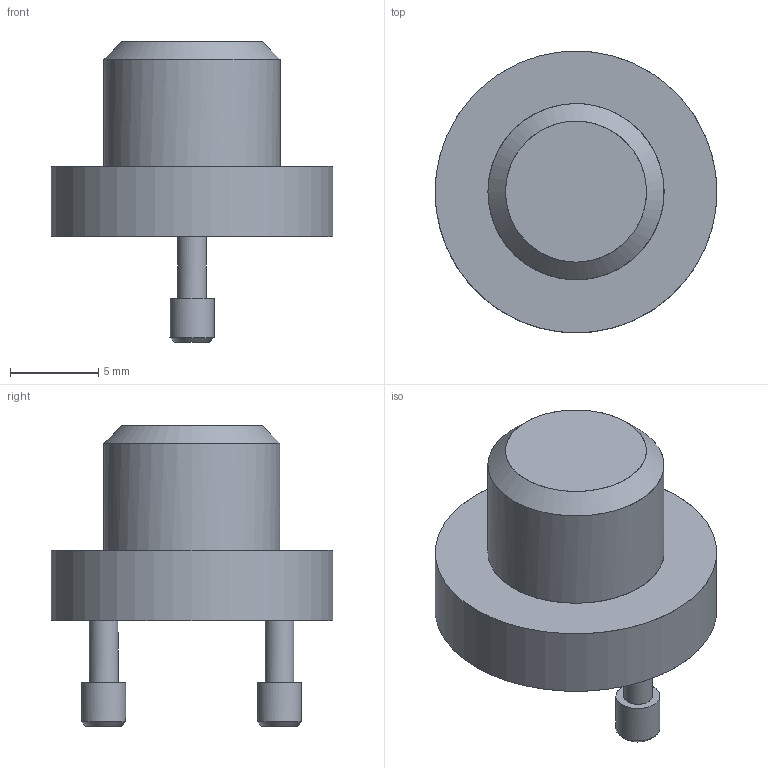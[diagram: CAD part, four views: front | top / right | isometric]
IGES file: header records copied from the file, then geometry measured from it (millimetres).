
Global section: file name: 50Hacce pierre devis 2.igs; preprocessor: Trout Lake IGES 012 Jan 17 2017; date: 200615.095641; units: millimetre
Bounding box: 16 x 16 x 17.07 mm (x, y, z)
Surface area: 890.5 mm2 (no closed solid volume)
Topology: 0 solids, 0 shells, 16 faces, 100 edges, 86 vertices
Faces by surface type: bspline 16
